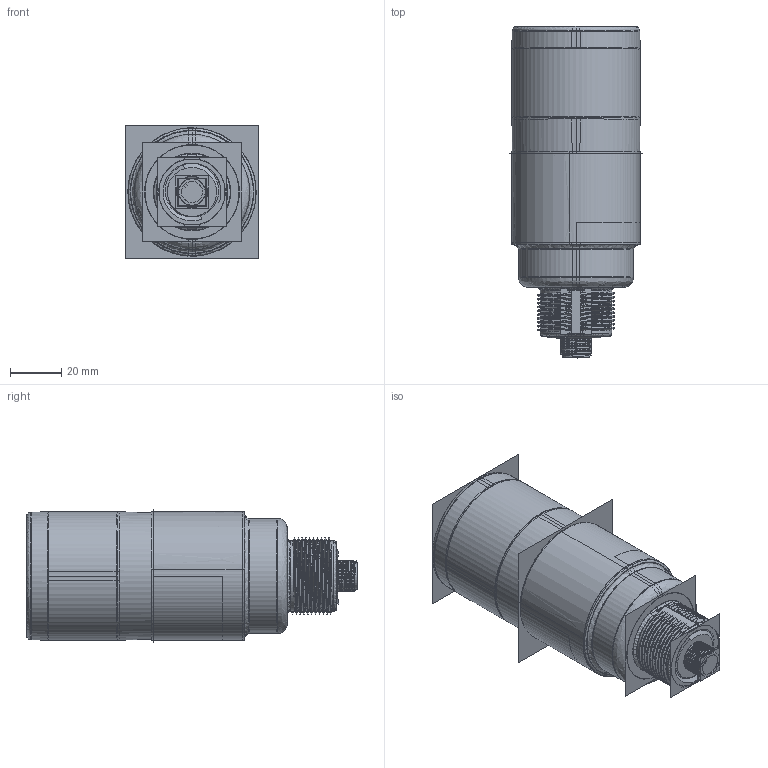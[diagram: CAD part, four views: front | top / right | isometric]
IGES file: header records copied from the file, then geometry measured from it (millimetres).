
Start section:  PTC IGES file: 145172_sm01.igs
Global section: file name: 145172_sm01.igs; native system: Creo Parametric by PTC Inc.; preprocessor: 2019292; author: PDMAdmin; organization: Unknown; date: 20220629.092634; units: millimetre
Bounding box: 52 x 129.33 x 52 mm (x, y, z)
Volume: 202941.6 mm3; surface area: 111867.3 mm2
Topology: 1 solids, 1 shells, 460 faces, 2392 edges, 3035 vertices
Faces by surface type: revolution 248, bspline 212
